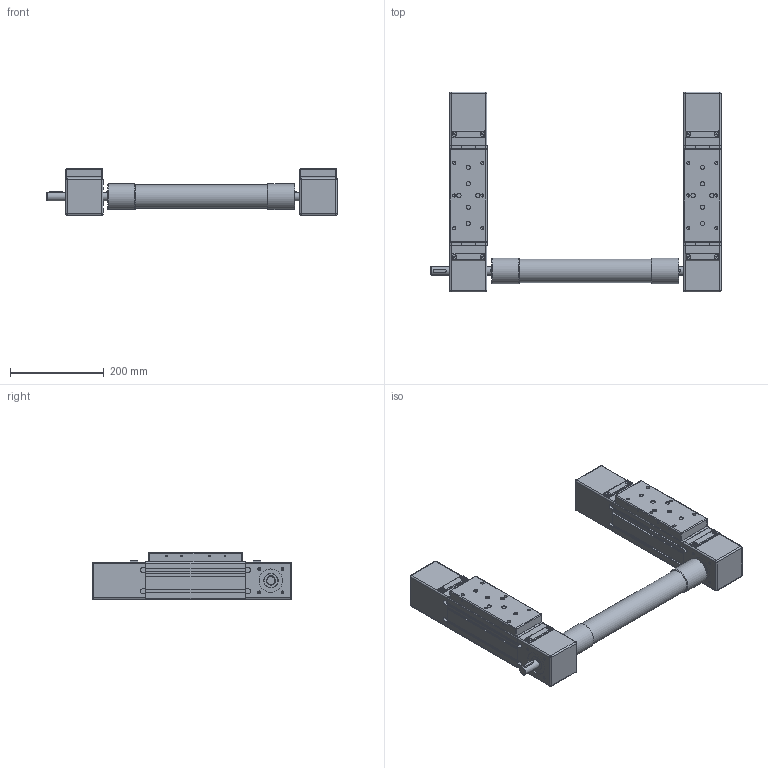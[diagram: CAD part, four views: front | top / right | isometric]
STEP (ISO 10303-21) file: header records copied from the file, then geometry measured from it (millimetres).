
FILE_DESCRIPTION((''),'2;1');
FILE_NAME('MTJ 80 S DOUBLE OSR 24 1L ASM.stp','2011-05-23T10:50:15',('Matej'),(''),'Autodesk Inventor 2011','Autodesk Inventor 2011','');
FILE_SCHEMA(('AUTOMOTIVE_DESIGN { 1 0 10303 214 1 1 1 1 }'));
Length unit declared in the file: millimetre
Products named in the file (11): MTJ 80 S DOUBLE OSR 24 1L ASM; MTJ 80 S DOUBLE OSR 24 1L; MTJ MRJ 80 S TIP 2; PROFIL MTJ IN MRJ 80 S; NAPENJALNI DEL MTJ IN MRJ 80; POGONSKI DEL MTJ IN MRJ 80 TIP 2; VOZIČEK MTJ IN MRJ 80 S; MTJ MRJ 80 S TIP 1L; POGONSKI DEL MTJ IN MRJ 80 TIP 1L; SKLOPKA OSR 24; ROR OSR 24
Assembly tree (14 placements, depth 4):
  MTJ 80 S DOUBLE OSR 24 1L ASM
    MTJ 80 S DOUBLE OSR 24 1L
      MTJ MRJ 80 S TIP 2
        PROFIL MTJ IN MRJ 80 S
        NAPENJALNI DEL MTJ IN MRJ 80
        POGONSKI DEL MTJ IN MRJ 80 TIP 2
        VOZIČEK MTJ IN MRJ 80 S
      MTJ MRJ 80 S TIP 1L
        PROFIL MTJ IN MRJ 80 S
        NAPENJALNI DEL MTJ IN MRJ 80
        POGONSKI DEL MTJ IN MRJ 80 TIP 1L
        VOZIČEK MTJ IN MRJ 80 S
      SKLOPKA OSR 24  x2
      ROR OSR 24
Bounding box: 620 x 427.01 x 100 mm (x, y, z)
Volume: 6595147.9 mm3; surface area: 656226.2 mm2
Topology: 11 solids, 29 shells, 942 faces, 2340 edges, 1484 vertices
Faces by surface type: plane 438, cylinder 354, cone 113, sphere 24, torus 13
Full cylindrical faces by diameter (mm): 1 x2, 3.242 x16, 4.134 x8, 4.917 x16, 5 x4, 5.2 x4, 6 x6, 6.647 x12, 8 x2, 9 x12, 10 x8, 15 x12, 18 x3, 25 x2, 30 x4, 31 x4, 50 x5, 55 x2
Entity records: 18647 total; most frequent: CARTESIAN_POINT 3525, DIRECTION 3116, ORIENTED_EDGE 2670, EDGE_CURVE 1335, AXIS2_PLACEMENT_3D 1189, VERTEX_POINT 942, EDGE_LOOP 887, VECTOR 738
